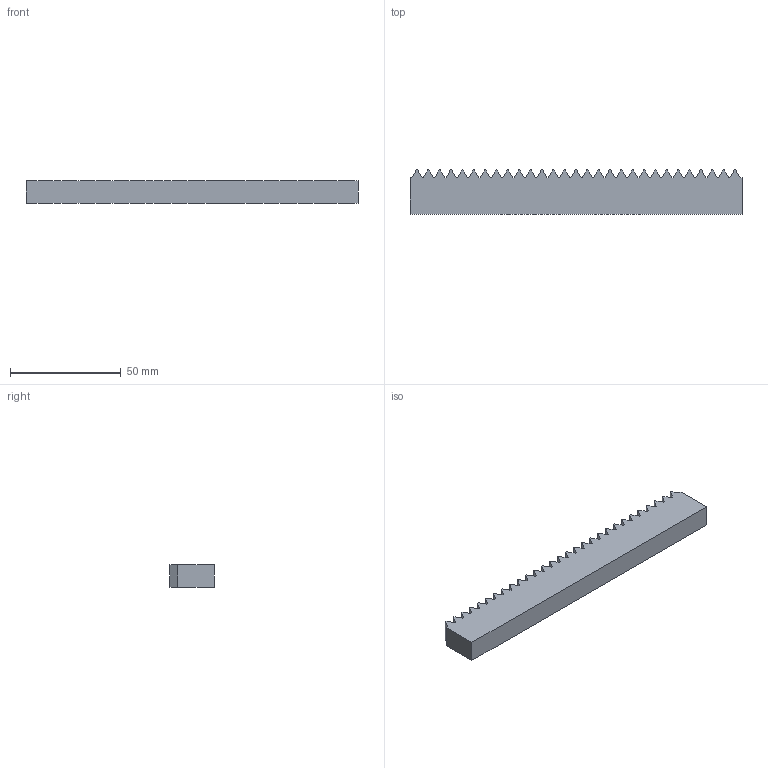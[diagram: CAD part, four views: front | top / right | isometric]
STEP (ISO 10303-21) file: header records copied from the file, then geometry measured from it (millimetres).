
FILE_DESCRIPTION (( 'STEP AP203' ), '1' );
FILE_NAME ('rack_Default_sldprt.STEP', '2023-05-12T18:44:09', ( '' ), ( '' ), 'SwSTEP 2.0', 'SolidWorks 2021', '' );
FILE_SCHEMA (( 'CONFIG_CONTROL_DESIGN' ));
Length unit declared in the file: millimetre
Products named in the file (1): rack_Default_sldprt
Bounding box: 150 x 20 x 10 mm (x, y, z)
Volume: 27185.7 mm3; surface area: 9973.8 mm2
Topology: 1 solids, 1 shells, 122 faces, 360 edges, 240 vertices
Faces by surface type: plane 122
Entity records: 4061 total; most frequent: CARTESIAN_POINT 723, ORIENTED_EDGE 720, DIRECTION 606, VECTOR 360, LINE 360, EDGE_CURVE 360, VERTEX_POINT 240, AXIS2_PLACEMENT_3D 123
